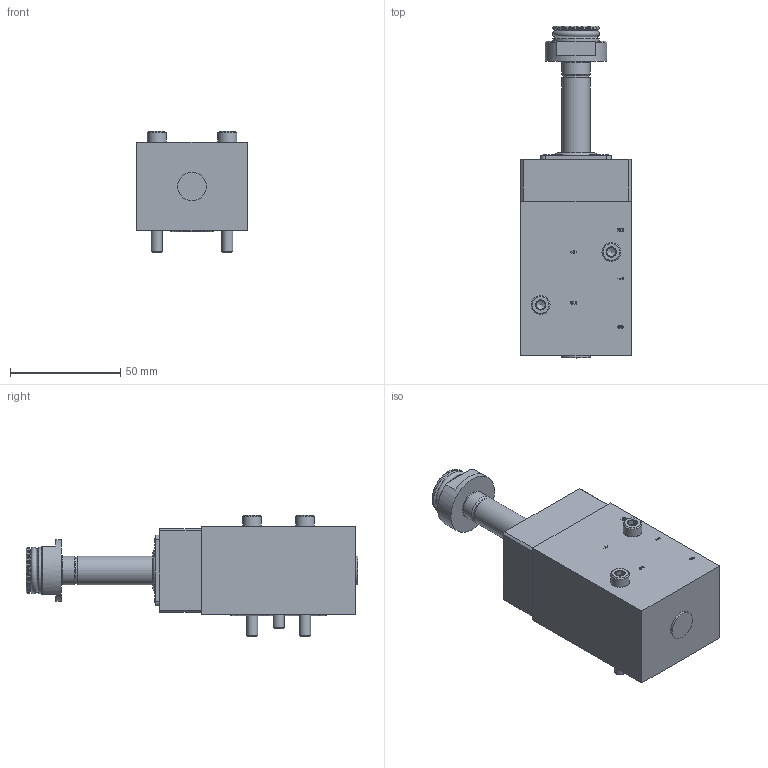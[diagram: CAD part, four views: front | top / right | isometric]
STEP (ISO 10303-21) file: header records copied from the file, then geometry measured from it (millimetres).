
FILE_DESCRIPTION(/* description */ ('STEP AP214'),/* implementation_level */ '2;1');
FILE_NAME(/* name */ '4514924_VOFC-L-M52-M-FG14-F19A',/* time_stamp */ '2024-09-17T01:25:00+02:00',/* author */ ('License CC BY-ND 4.0'),/* organization */ ('CADENAS'),/* preprocessor_version */ 'ST-DEVELOPER v19.3',/* originating_system */ 'PARTsolutions',/* authorisation */ ' ');
FILE_SCHEMA (('AUTOMOTIVE_DESIGN {1 0 10303 214 3 1 1}'));
Length unit declared in the file: millimetre
Products named in the file (6): 4514924 VOFC-L-M52-M-FG14-F19A; 3344863 VOFC-L---M52-M-FG14-F19A----(d); 3344863 VOFC-L-M52-M-FG14-F19A-----(part); DIN-912 - M5x50(F); 200936 B-16x2-N; ISO-4026 M5x10
Assembly tree (7 placements, depth 2):
  4514924 VOFC-L-M52-M-FG14-F19A
    3344863 VOFC-L---M52-M-FG14-F19A----(d)
    3344863 VOFC-L-M52-M-FG14-F19A-----(part)
    DIN-912 - M5x50(F)  x2
    200936 B-16x2-N  x2
    ISO-4026 M5x10
Bounding box: 50 x 150.5 x 55 mm (x, y, z)
Volume: 185599.8 mm3; surface area: 31565.2 mm2
Topology: 6 solids, 6 shells, 295 faces, 668 edges, 418 vertices
Faces by surface type: plane 175, cylinder 69, cone 41, torus 10
Full cylindrical faces by diameter (mm): 5 x3, 5.5 x3, 7 x4, 8 x2, 8.38 x4, 8.5 x2, 11.445 x3, 12.06 x1, 13 x3, 13.157 x1, 19.5 x2, 21 x2, 28 x1
Entity records: 8793 total; most frequent: DIRECTION 1263, CARTESIAN_POINT 1258, ORIENTED_EDGE 1096, EDGE_CURVE 548, AXIS2_PLACEMENT_3D 457, VERTEX_POINT 381, FACE_BOUND 361, EDGE_LOOP 357
